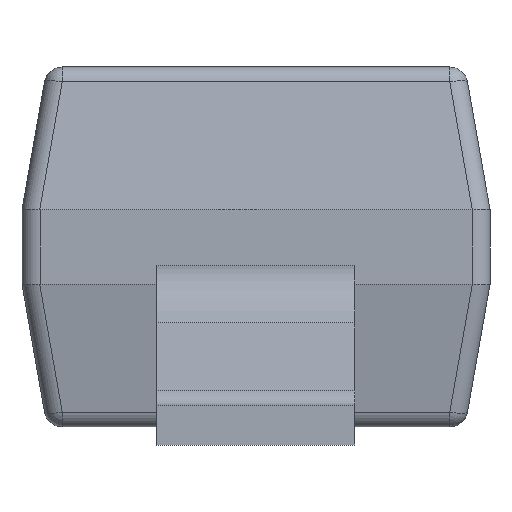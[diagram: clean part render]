
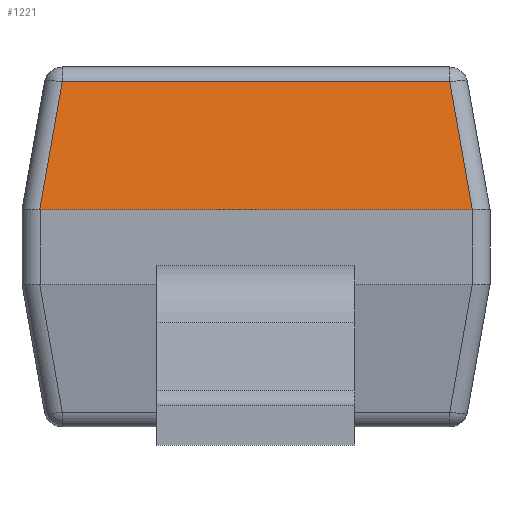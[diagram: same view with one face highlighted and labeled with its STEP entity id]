
A CAD part, front view. The second image highlights one B-rep face of the part: STEP entity #1221.
In plain terms, the highlighted planar face has unit normal (0, -0.985, 0.174).
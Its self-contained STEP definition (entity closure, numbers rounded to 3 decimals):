
#26=ELLIPSE('',#1293,0.288,0.05);
#34=ELLIPSE('',#1328,0.288,0.05);
#151=FACE_OUTER_BOUND('',#220,.T.);
#220=EDGE_LOOP('',(#916,#917,#918,#919,#920,#921));
#278=LINE('',#1903,#388);
#281=LINE('',#1907,#391);
#292=LINE('',#1932,#402);
#313=LINE('',#1980,#423);
#388=VECTOR('',#1531,1.076);
#391=VECTOR('',#1536,0.367);
#402=VECTOR('',#1567,0.367);
#423=VECTOR('',#1620,1.2);
#504=VERTEX_POINT('',#1851);
#509=VERTEX_POINT('',#1861);
#510=VERTEX_POINT('',#1865);
#526=VERTEX_POINT('',#1899);
#530=VERTEX_POINT('',#1931);
#533=VERTEX_POINT('',#1941);
#627=EDGE_CURVE('',#509,#504,#26,.T.);
#645=EDGE_CURVE('',#510,#526,#278,.T.);
#648=EDGE_CURVE('',#526,#509,#281,.T.);
#662=EDGE_CURVE('',#530,#510,#292,.T.);
#668=EDGE_CURVE('',#533,#530,#34,.T.);
#689=EDGE_CURVE('',#533,#504,#313,.T.);
#916=ORIENTED_EDGE('',*,*,#627,.F.);
#917=ORIENTED_EDGE('',*,*,#648,.F.);
#918=ORIENTED_EDGE('',*,*,#645,.F.);
#919=ORIENTED_EDGE('',*,*,#662,.F.);
#920=ORIENTED_EDGE('',*,*,#668,.F.);
#921=ORIENTED_EDGE('',*,*,#689,.T.);
#1112=PLANE('',#1340);
#1221=ADVANCED_FACE('',(#151),#1112,.T.);
#1293=AXIS2_PLACEMENT_3D('',#1863,#1487,#1488);
#1328=AXIS2_PLACEMENT_3D('',#1943,#1578,#1579);
#1340=AXIS2_PLACEMENT_3D('',#1979,#1618,#1619);
#1487=DIRECTION('center_axis',(0.,0.985,-0.174));
#1488=DIRECTION('ref_axis',(0.,-0.174,-0.985));
#1531=DIRECTION('',(1.,0.,0.));
#1536=DIRECTION('',(0.171,-0.171,-0.97));
#1567=DIRECTION('',(0.171,0.171,0.97));
#1578=DIRECTION('center_axis',(0.,0.985,-0.174));
#1579=DIRECTION('ref_axis',(0.,-0.174,-0.985));
#1618=DIRECTION('center_axis',(0.,-0.985,0.174));
#1619=DIRECTION('ref_axis',(0.,-0.174,-0.985));
#1620=DIRECTION('',(1.,0.,0.));
#1851=CARTESIAN_POINT('',(0.6,-0.85,0.653));
#1861=CARTESIAN_POINT('',(0.601,-0.85,0.653));
#1863=CARTESIAN_POINT('Origin',(0.6,-0.8,0.937));
#1865=CARTESIAN_POINT('',(-0.538,-0.787,1.009));
#1899=CARTESIAN_POINT('',(0.538,-0.787,1.009));
#1903=CARTESIAN_POINT('',(0.,-0.787,1.009));
#1907=CARTESIAN_POINT('',(0.54,-0.789,0.997));
#1931=CARTESIAN_POINT('',(-0.601,-0.85,0.653));
#1932=CARTESIAN_POINT('',(-0.54,-0.789,0.997));
#1941=CARTESIAN_POINT('',(-0.6,-0.85,0.653));
#1943=CARTESIAN_POINT('Origin',(-0.6,-0.8,0.937));
#1979=CARTESIAN_POINT('Origin',(0.,-0.815,0.852));
#1980=CARTESIAN_POINT('',(0.,-0.85,0.653));
